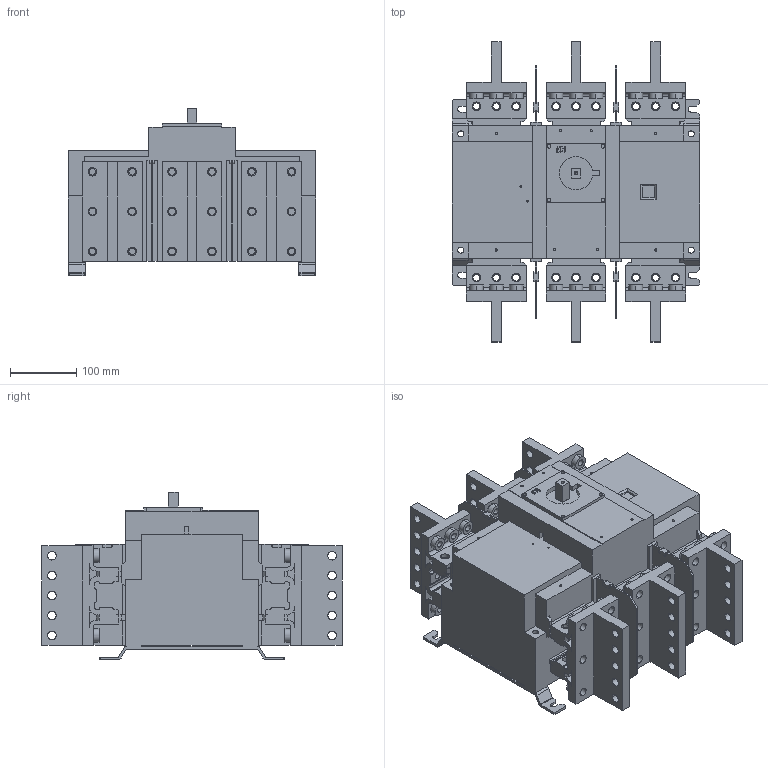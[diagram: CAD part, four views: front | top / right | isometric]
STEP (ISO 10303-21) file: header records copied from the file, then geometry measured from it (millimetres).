
FILE_DESCRIPTION((''),'2;1');
FILE_NAME('LBS_2000_3P','2017-10-25T',('luka.skrinjar'),('Audax d.o.o.'),'CREO PARAMETRIC BY PTC INC, 2016050','CREO PARAMETRIC BY PTC INC, 2016050','');
FILE_SCHEMA(('AUTOMOTIVE_DESIGN { 1 0 10303 214 1 1 1 1 }'));
Products named in the file (1): LBS_2000_3P
Bounding box: 372 x 452 x 252 mm (x, y, z)
Volume: 16236809.1 mm3; surface area: 1162185.8 mm2
Topology: 1 solids, 2 shells, 1906 faces, 4978 edges, 3279 vertices
Faces by surface type: plane 1033, cylinder 840, extrusion 29, cone 4
Entity records: 78789 total; most frequent: CARTESIAN_POINT 10694, DIRECTION 10447, ORIENTED_EDGE 9952, PRESENTATION_STYLE_ASSIGNMENT 5539, STYLED_ITEM 4977, CURVE_STYLE 4976, EDGE_CURVE 4976, AXIS2_PLACEMENT_3D 3631
